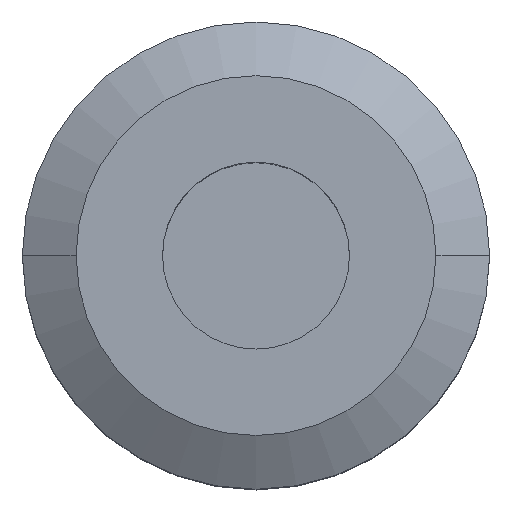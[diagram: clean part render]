
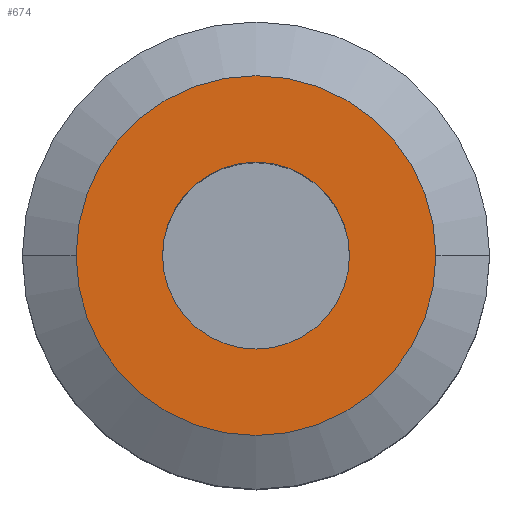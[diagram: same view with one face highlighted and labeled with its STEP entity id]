
A CAD part, top view. The second image highlights one B-rep face of the part: STEP entity #674.
In plain terms, the highlighted planar face has unit normal (0, 0, 1).
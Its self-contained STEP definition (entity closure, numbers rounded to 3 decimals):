
#39 = CIRCLE ( 'NONE', #2895, 10. ) ;
#68 = VERTEX_POINT ( 'NONE', #1270 ) ;
#132 = VERTEX_POINT ( 'NONE', #268 ) ;
#175 = AXIS2_PLACEMENT_3D ( 'NONE', #1799, #1229, #1788 ) ;
#268 = CARTESIAN_POINT ( 'NONE',  ( -10., 0., 80. ) ) ;
#313 = EDGE_LOOP ( 'NONE', ( #2319, #1487 ) ) ;
#372 = AXIS2_PLACEMENT_3D ( 'NONE', #2517, #2746, #3020 ) ;
#616 = CARTESIAN_POINT ( 'NONE',  ( -19.25, 0., 80. ) ) ;
#674 = ADVANCED_FACE ( 'NONE', ( #2791, #2630 ), #1299, .T. ) ;
#685 = CARTESIAN_POINT ( 'NONE',  ( 0., 0., 80. ) ) ;
#700 = AXIS2_PLACEMENT_3D ( 'NONE', #685, #2535, #3062 ) ;
#751 = VERTEX_POINT ( 'NONE', #1639 ) ;
#766 = CIRCLE ( 'NONE', #372, 10. ) ;
#846 = CIRCLE ( 'NONE', #700, 19.25 ) ;
#893 = CIRCLE ( 'NONE', #175, 19.25 ) ;
#971 = VERTEX_POINT ( 'NONE', #616 ) ;
#1003 = ORIENTED_EDGE ( 'NONE', *, *, #1573, .T. ) ;
#1028 = EDGE_CURVE ( 'NONE', #68, #971, #893, .T. ) ;
#1229 = DIRECTION ( 'NONE',  ( 0., 0., -1. ) ) ;
#1270 = CARTESIAN_POINT ( 'NONE',  ( 19.25, 0., 80. ) ) ;
#1299 = PLANE ( 'NONE',  #3106 ) ;
#1309 = DIRECTION ( 'NONE',  ( 1., 0., 0. ) ) ;
#1487 = ORIENTED_EDGE ( 'NONE', *, *, #1028, .F. ) ;
#1573 = EDGE_CURVE ( 'NONE', #751, #132, #766, .T. ) ;
#1595 = EDGE_CURVE ( 'NONE', #132, #751, #39, .T. ) ;
#1639 = CARTESIAN_POINT ( 'NONE',  ( 10., 0., 80. ) ) ;
#1788 = DIRECTION ( 'NONE',  ( -1., 0., 0. ) ) ;
#1799 = CARTESIAN_POINT ( 'NONE',  ( 0., 0., 80. ) ) ;
#2004 = CARTESIAN_POINT ( 'NONE',  ( 0., 0., 80. ) ) ;
#2033 = EDGE_LOOP ( 'NONE', ( #2195, #1003 ) ) ;
#2098 = CARTESIAN_POINT ( 'NONE',  ( 0., 19.25, 80. ) ) ;
#2195 = ORIENTED_EDGE ( 'NONE', *, *, #1595, .T. ) ;
#2205 = EDGE_CURVE ( 'NONE', #971, #68, #846, .T. ) ;
#2319 = ORIENTED_EDGE ( 'NONE', *, *, #2205, .F. ) ;
#2343 = DIRECTION ( 'NONE',  ( 0., 0., 1. ) ) ;
#2517 = CARTESIAN_POINT ( 'NONE',  ( 0., 0., 80. ) ) ;
#2526 = DIRECTION ( 'NONE',  ( 0., 0., -1. ) ) ;
#2535 = DIRECTION ( 'NONE',  ( 0., 0., -1. ) ) ;
#2630 = FACE_OUTER_BOUND ( 'NONE', #313, .T. ) ;
#2746 = DIRECTION ( 'NONE',  ( 0., 0., -1. ) ) ;
#2791 = FACE_BOUND ( 'NONE', #2033, .T. ) ;
#2895 = AXIS2_PLACEMENT_3D ( 'NONE', #2004, #2526, #3055 ) ;
#3020 = DIRECTION ( 'NONE',  ( -1., 0., 0. ) ) ;
#3055 = DIRECTION ( 'NONE',  ( -1., 0., 0. ) ) ;
#3062 = DIRECTION ( 'NONE',  ( -1., 0., 0. ) ) ;
#3106 = AXIS2_PLACEMENT_3D ( 'NONE', #2098, #2343, #1309 ) ;
